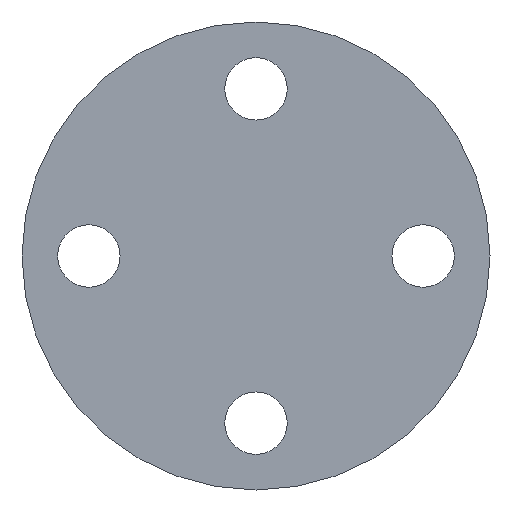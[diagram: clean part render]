
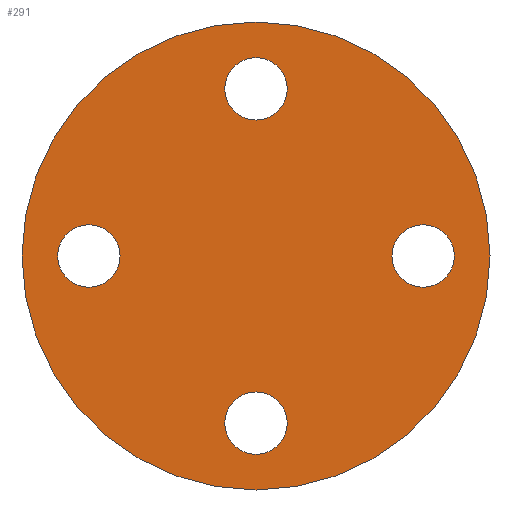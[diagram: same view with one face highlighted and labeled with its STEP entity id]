
A CAD part, front view. The second image highlights one B-rep face of the part: STEP entity #291.
In plain terms, the highlighted planar face has unit normal (0, -1, 0).
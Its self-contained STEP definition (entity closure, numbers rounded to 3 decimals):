
#12 = AXIS2_PLACEMENT_3D ( 'NONE', #17, #237, #452 ) ;
#17 = CARTESIAN_POINT ( 'NONE',  ( -37.5, 0., 0. ) ) ;
#18 = VERTEX_POINT ( 'NONE', #204 ) ;
#20 = CIRCLE ( 'NONE', #345, 7. ) ;
#24 = EDGE_LOOP ( 'NONE', ( #117, #210 ) ) ;
#25 = CARTESIAN_POINT ( 'NONE',  ( -44.5, 0., 0. ) ) ;
#26 = EDGE_CURVE ( 'NONE', #347, #337, #382, .T. ) ;
#32 = CARTESIAN_POINT ( 'NONE',  ( 0., 0., -52.5 ) ) ;
#35 = AXIS2_PLACEMENT_3D ( 'NONE', #254, #36, #366 ) ;
#36 = DIRECTION ( 'NONE',  ( 0., -1., 0. ) ) ;
#39 = DIRECTION ( 'NONE',  ( 0., 0., 1. ) ) ;
#40 = CIRCLE ( 'NONE', #251, 7. ) ;
#41 = EDGE_CURVE ( 'NONE', #53, #239, #297, .T. ) ;
#46 = VERTEX_POINT ( 'NONE', #80 ) ;
#49 = DIRECTION ( 'NONE',  ( 0., 0., 1. ) ) ;
#52 = CARTESIAN_POINT ( 'NONE',  ( 0., 0., -44.5 ) ) ;
#53 = VERTEX_POINT ( 'NONE', #226 ) ;
#55 = FACE_BOUND ( 'NONE', #24, .T. ) ;
#59 = CARTESIAN_POINT ( 'NONE',  ( 37.5, 0., 0. ) ) ;
#60 = DIRECTION ( 'NONE',  ( 0., 0., 1. ) ) ;
#64 = DIRECTION ( 'NONE',  ( 0., 0., -1. ) ) ;
#67 = CARTESIAN_POINT ( 'NONE',  ( 0., 0., 0. ) ) ;
#80 = CARTESIAN_POINT ( 'NONE',  ( 0., 0., -30.5 ) ) ;
#81 = ORIENTED_EDGE ( 'NONE', *, *, #26, .F. ) ;
#88 = VERTEX_POINT ( 'NONE', #404 ) ;
#92 = VERTEX_POINT ( 'NONE', #32 ) ;
#94 = DIRECTION ( 'NONE',  ( 0., -1., 0. ) ) ;
#109 = DIRECTION ( 'NONE',  ( 0., -1., 0. ) ) ;
#117 = ORIENTED_EDGE ( 'NONE', *, *, #289, .F. ) ;
#123 = EDGE_CURVE ( 'NONE', #92, #88, #402, .T. ) ;
#124 = FACE_OUTER_BOUND ( 'NONE', #464, .T. ) ;
#126 = DIRECTION ( 'NONE',  ( -1., 0., 0. ) ) ;
#131 = ORIENTED_EDGE ( 'NONE', *, *, #275, .F. ) ;
#138 = AXIS2_PLACEMENT_3D ( 'NONE', #247, #392, #232 ) ;
#142 = EDGE_CURVE ( 'NONE', #239, #53, #40, .T. ) ;
#149 = AXIS2_PLACEMENT_3D ( 'NONE', #59, #349, #241 ) ;
#159 = CARTESIAN_POINT ( 'NONE',  ( 30.5, 0., 0. ) ) ;
#163 = FACE_BOUND ( 'NONE', #276, .T. ) ;
#168 = ORIENTED_EDGE ( 'NONE', *, *, #220, .F. ) ;
#170 = DIRECTION ( 'NONE',  ( 0., -1., 0. ) ) ;
#179 = AXIS2_PLACEMENT_3D ( 'NONE', #458, #94, #126 ) ;
#180 = CIRCLE ( 'NONE', #35, 7. ) ;
#183 = DIRECTION ( 'NONE',  ( 0., -1., 0. ) ) ;
#197 = CARTESIAN_POINT ( 'NONE',  ( -30.5, 0., 0. ) ) ;
#204 = CARTESIAN_POINT ( 'NONE',  ( 0., 0., 30.5 ) ) ;
#210 = ORIENTED_EDGE ( 'NONE', *, *, #396, .F. ) ;
#220 = EDGE_CURVE ( 'NONE', #337, #347, #448, .T. ) ;
#226 = CARTESIAN_POINT ( 'NONE',  ( 44.5, 0., 0. ) ) ;
#232 = DIRECTION ( 'NONE',  ( 0., 0., -1. ) ) ;
#234 = CARTESIAN_POINT ( 'NONE',  ( 0., 0., 0. ) ) ;
#235 = EDGE_LOOP ( 'NONE', ( #335, #271 ) ) ;
#237 = DIRECTION ( 'NONE',  ( 0., -1., 0. ) ) ;
#239 = VERTEX_POINT ( 'NONE', #159 ) ;
#241 = DIRECTION ( 'NONE',  ( 1., 0., 0. ) ) ;
#243 = DIRECTION ( 'NONE',  ( 1., 0., 0. ) ) ;
#247 = CARTESIAN_POINT ( 'NONE',  ( -52.5, 0., 0. ) ) ;
#251 = AXIS2_PLACEMENT_3D ( 'NONE', #469, #109, #243 ) ;
#253 = DIRECTION ( 'NONE',  ( 0., 1., 0. ) ) ;
#254 = CARTESIAN_POINT ( 'NONE',  ( 0., 0., -37.5 ) ) ;
#258 = CARTESIAN_POINT ( 'NONE',  ( 0., 0., 37.5 ) ) ;
#262 = CIRCLE ( 'NONE', #432, 7. ) ;
#264 = CIRCLE ( 'NONE', #294, 7. ) ;
#271 = ORIENTED_EDGE ( 'NONE', *, *, #142, .F. ) ;
#272 = VERTEX_POINT ( 'NONE', #52 ) ;
#275 = EDGE_CURVE ( 'NONE', #88, #92, #407, .T. ) ;
#276 = EDGE_LOOP ( 'NONE', ( #421, #410 ) ) ;
#283 = VERTEX_POINT ( 'NONE', #314 ) ;
#284 = DIRECTION ( 'NONE',  ( 0., 0., 1. ) ) ;
#285 = AXIS2_PLACEMENT_3D ( 'NONE', #67, #253, #284 ) ;
#289 = EDGE_CURVE ( 'NONE', #272, #46, #20, .T. ) ;
#291 = ADVANCED_FACE ( 'NONE', ( #311, #163, #455, #55, #124 ), #425, .T. ) ;
#294 = AXIS2_PLACEMENT_3D ( 'NONE', #258, #183, #39 ) ;
#297 = CIRCLE ( 'NONE', #149, 7. ) ;
#311 = FACE_BOUND ( 'NONE', #437, .T. ) ;
#314 = CARTESIAN_POINT ( 'NONE',  ( 0., 0., 44.5 ) ) ;
#318 = CARTESIAN_POINT ( 'NONE',  ( 0., 0., -37.5 ) ) ;
#322 = EDGE_CURVE ( 'NONE', #283, #18, #262, .T. ) ;
#335 = ORIENTED_EDGE ( 'NONE', *, *, #41, .F. ) ;
#337 = VERTEX_POINT ( 'NONE', #25 ) ;
#343 = DIRECTION ( 'NONE',  ( 0., 1., 0. ) ) ;
#345 = AXIS2_PLACEMENT_3D ( 'NONE', #318, #461, #64 ) ;
#347 = VERTEX_POINT ( 'NONE', #197 ) ;
#349 = DIRECTION ( 'NONE',  ( 0., -1., 0. ) ) ;
#366 = DIRECTION ( 'NONE',  ( 0., 0., -1. ) ) ;
#382 = CIRCLE ( 'NONE', #179, 7. ) ;
#392 = DIRECTION ( 'NONE',  ( 0., -1., 0. ) ) ;
#396 = EDGE_CURVE ( 'NONE', #46, #272, #180, .T. ) ;
#402 = CIRCLE ( 'NONE', #285, 52.5 ) ;
#404 = CARTESIAN_POINT ( 'NONE',  ( 0., 0., 52.5 ) ) ;
#407 = CIRCLE ( 'NONE', #470, 52.5 ) ;
#410 = ORIENTED_EDGE ( 'NONE', *, *, #412, .F. ) ;
#412 = EDGE_CURVE ( 'NONE', #18, #283, #264, .T. ) ;
#421 = ORIENTED_EDGE ( 'NONE', *, *, #322, .F. ) ;
#423 = CARTESIAN_POINT ( 'NONE',  ( 0., 0., 37.5 ) ) ;
#425 = PLANE ( 'NONE',  #138 ) ;
#432 = AXIS2_PLACEMENT_3D ( 'NONE', #423, #170, #49 ) ;
#437 = EDGE_LOOP ( 'NONE', ( #168, #81 ) ) ;
#448 = CIRCLE ( 'NONE', #12, 7. ) ;
#452 = DIRECTION ( 'NONE',  ( -1., 0., 0. ) ) ;
#455 = FACE_BOUND ( 'NONE', #235, .T. ) ;
#456 = ORIENTED_EDGE ( 'NONE', *, *, #123, .F. ) ;
#458 = CARTESIAN_POINT ( 'NONE',  ( -37.5, 0., 0. ) ) ;
#461 = DIRECTION ( 'NONE',  ( 0., -1., 0. ) ) ;
#464 = EDGE_LOOP ( 'NONE', ( #131, #456 ) ) ;
#469 = CARTESIAN_POINT ( 'NONE',  ( 37.5, 0., 0. ) ) ;
#470 = AXIS2_PLACEMENT_3D ( 'NONE', #234, #343, #60 ) ;
